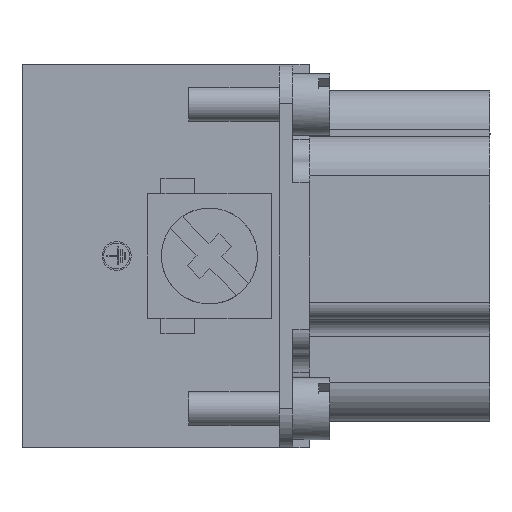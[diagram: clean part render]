
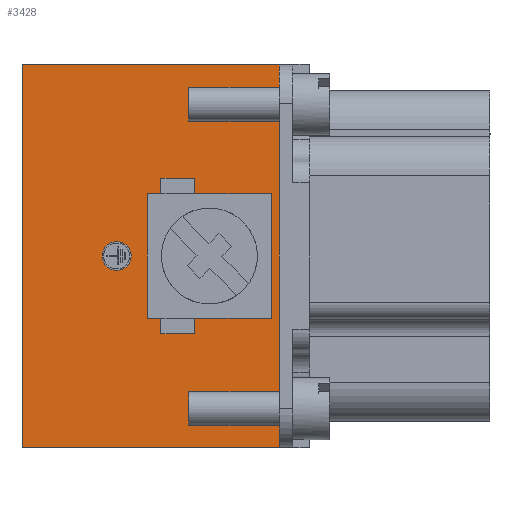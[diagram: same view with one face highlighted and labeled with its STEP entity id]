
A CAD part, left-side view. The second image highlights one B-rep face of the part: STEP entity #3428.
In plain terms, the highlighted planar face has unit normal (-1, 0, 0).
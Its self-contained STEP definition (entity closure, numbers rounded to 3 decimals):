
#2484=CIRCLE('',#11664,1.28);
#2908=FACE_BOUND('',#4794,.T.);
#2909=FACE_BOUND('',#4795,.T.);
#2910=FACE_BOUND('',#4796,.T.);
#3428=ADVANCED_FACE('',(#2908,#2909,#2910),#3801,.T.);
#3801=PLANE('',#12120);
#4794=EDGE_LOOP('',(#6910,#6911,#6912,#6913,#6914,#6915,#6916,#6917,#6918,
#6919,#6920,#6921));
#4795=EDGE_LOOP('',(#6922));
#4796=EDGE_LOOP('',(#6923,#6924,#6925,#6926));
#6910=ORIENTED_EDGE('',*,*,#8440,.T.);
#6911=ORIENTED_EDGE('',*,*,#8417,.T.);
#6912=ORIENTED_EDGE('',*,*,#8420,.T.);
#6913=ORIENTED_EDGE('',*,*,#8422,.T.);
#6914=ORIENTED_EDGE('',*,*,#8424,.T.);
#6915=ORIENTED_EDGE('',*,*,#8426,.T.);
#6916=ORIENTED_EDGE('',*,*,#8428,.T.);
#6917=ORIENTED_EDGE('',*,*,#8430,.T.);
#6918=ORIENTED_EDGE('',*,*,#8432,.T.);
#6919=ORIENTED_EDGE('',*,*,#8434,.T.);
#6920=ORIENTED_EDGE('',*,*,#8436,.T.);
#6921=ORIENTED_EDGE('',*,*,#8438,.T.);
#6922=ORIENTED_EDGE('',*,*,#8492,.T.);
#6923=ORIENTED_EDGE('',*,*,#9115,.F.);
#6924=ORIENTED_EDGE('',*,*,#9118,.F.);
#6925=ORIENTED_EDGE('',*,*,#8981,.T.);
#6926=ORIENTED_EDGE('',*,*,#9119,.F.);
#7471=VERTEX_POINT('',#15851);
#7472=VERTEX_POINT('',#15852);
#7473=VERTEX_POINT('',#15857);
#7474=VERTEX_POINT('',#15861);
#7475=VERTEX_POINT('',#15865);
#7476=VERTEX_POINT('',#15869);
#7477=VERTEX_POINT('',#15873);
#7478=VERTEX_POINT('',#15877);
#7479=VERTEX_POINT('',#15881);
#7480=VERTEX_POINT('',#15885);
#7481=VERTEX_POINT('',#15889);
#7482=VERTEX_POINT('',#15893);
#7518=VERTEX_POINT('',#16007);
#7873=VERTEX_POINT('',#17070);
#7874=VERTEX_POINT('',#17072);
#7967=VERTEX_POINT('',#17349);
#7968=VERTEX_POINT('',#17350);
#8417=EDGE_CURVE('',#7471,#7472,#9531,.T.);
#8420=EDGE_CURVE('',#7472,#7473,#9534,.T.);
#8422=EDGE_CURVE('',#7473,#7474,#9536,.T.);
#8424=EDGE_CURVE('',#7474,#7475,#9538,.T.);
#8426=EDGE_CURVE('',#7475,#7476,#9540,.T.);
#8428=EDGE_CURVE('',#7476,#7477,#9542,.T.);
#8430=EDGE_CURVE('',#7477,#7478,#9544,.T.);
#8432=EDGE_CURVE('',#7478,#7479,#9546,.T.);
#8434=EDGE_CURVE('',#7479,#7480,#9548,.T.);
#8436=EDGE_CURVE('',#7480,#7481,#9550,.T.);
#8438=EDGE_CURVE('',#7481,#7482,#9552,.T.);
#8440=EDGE_CURVE('',#7482,#7471,#9554,.T.);
#8492=EDGE_CURVE('',#7518,#7518,#2484,.T.);
#8981=EDGE_CURVE('',#7874,#7873,#9939,.T.);
#9115=EDGE_CURVE('',#7967,#7968,#10041,.T.);
#9118=EDGE_CURVE('',#7874,#7967,#10044,.T.);
#9119=EDGE_CURVE('',#7968,#7873,#10045,.T.);
#9531=LINE('',#15850,#10449);
#9534=LINE('',#15856,#10452);
#9536=LINE('',#15860,#10454);
#9538=LINE('',#15864,#10456);
#9540=LINE('',#15868,#10458);
#9542=LINE('',#15872,#10460);
#9544=LINE('',#15876,#10462);
#9546=LINE('',#15880,#10464);
#9548=LINE('',#15884,#10466);
#9550=LINE('',#15888,#10468);
#9552=LINE('',#15892,#10470);
#9554=LINE('',#15896,#10472);
#9939=LINE('',#17071,#10857);
#10041=LINE('',#17348,#10959);
#10044=LINE('',#17354,#10962);
#10045=LINE('',#17355,#10963);
#10449=VECTOR('',#12896,1.);
#10452=VECTOR('',#12901,1.);
#10454=VECTOR('',#12905,1.);
#10456=VECTOR('',#12909,1.);
#10458=VECTOR('',#12913,1.);
#10460=VECTOR('',#12917,1.);
#10462=VECTOR('',#12921,1.);
#10464=VECTOR('',#12925,1.);
#10466=VECTOR('',#12929,1.);
#10468=VECTOR('',#12933,1.);
#10470=VECTOR('',#12937,1.);
#10472=VECTOR('',#12941,1.);
#10857=VECTOR('',#14124,1.);
#10959=VECTOR('',#14390,1.);
#10962=VECTOR('',#14395,1.);
#10963=VECTOR('',#14396,1.);
#11664=AXIS2_PLACEMENT_3D('',#16006,#13042,#13043);
#12120=AXIS2_PLACEMENT_3D('',#17356,#14397,#14398);
#12896=DIRECTION('',(0.,0.,1.));
#12901=DIRECTION('',(0.,-1.,0.));
#12905=DIRECTION('',(0.,0.,-1.));
#12909=DIRECTION('',(0.,-1.,0.));
#12913=DIRECTION('',(0.,0.,-1.));
#12917=DIRECTION('',(0.,1.,0.));
#12921=DIRECTION('',(0.,0.,-1.));
#12925=DIRECTION('',(0.,1.,0.));
#12929=DIRECTION('',(0.,0.,1.));
#12933=DIRECTION('',(0.,1.,0.));
#12937=DIRECTION('',(0.,0.,1.));
#12941=DIRECTION('',(0.,-1.,0.));
#13042=DIRECTION('',(1.,0.,0.));
#13043=DIRECTION('',(0.,-1.,0.));
#14124=DIRECTION('',(0.,0.,-1.));
#14390=DIRECTION('',(0.,0.,-1.));
#14395=DIRECTION('',(0.,-1.,0.));
#14396=DIRECTION('',(0.,1.,0.));
#14397=DIRECTION('',(-1.,0.,0.));
#14398=DIRECTION('',(0.,0.,1.));
#15850=CARTESIAN_POINT('',(-31.9,11.285,5.543));
#15851=CARTESIAN_POINT('',(-31.9,11.285,5.543));
#15852=CARTESIAN_POINT('',(-31.9,11.285,6.943));
#15856=CARTESIAN_POINT('',(-31.9,11.285,6.943));
#15857=CARTESIAN_POINT('',(-31.9,8.285,6.943));
#15860=CARTESIAN_POINT('',(-31.9,8.285,6.943));
#15861=CARTESIAN_POINT('',(-31.9,8.285,5.543));
#15864=CARTESIAN_POINT('',(-31.9,8.285,5.543));
#15865=CARTESIAN_POINT('',(-31.9,1.485,5.543));
#15868=CARTESIAN_POINT('',(-31.9,1.485,5.543));
#15869=CARTESIAN_POINT('',(-31.9,1.485,-5.457));
#15872=CARTESIAN_POINT('',(-31.9,1.485,-5.457));
#15873=CARTESIAN_POINT('',(-31.9,8.285,-5.457));
#15876=CARTESIAN_POINT('',(-31.9,8.285,-5.457));
#15877=CARTESIAN_POINT('',(-31.9,8.285,-6.857));
#15880=CARTESIAN_POINT('',(-31.9,8.285,-6.857));
#15881=CARTESIAN_POINT('',(-31.9,11.285,-6.857));
#15884=CARTESIAN_POINT('',(-31.9,11.285,-6.857));
#15885=CARTESIAN_POINT('',(-31.9,11.285,-5.457));
#15888=CARTESIAN_POINT('',(-31.9,11.285,-5.457));
#15889=CARTESIAN_POINT('',(-31.9,12.485,-5.457));
#15892=CARTESIAN_POINT('',(-31.9,12.485,-5.457));
#15893=CARTESIAN_POINT('',(-31.9,12.485,5.543));
#15896=CARTESIAN_POINT('',(-31.9,12.485,5.543));
#16006=CARTESIAN_POINT('',(-31.9,15.2,0.043));
#16007=CARTESIAN_POINT('',(-31.9,13.92,0.043));
#17070=CARTESIAN_POINT('',(-31.9,23.6,-16.957));
#17071=CARTESIAN_POINT('',(-31.9,23.6,17.043));
#17072=CARTESIAN_POINT('',(-31.9,23.6,17.043));
#17348=CARTESIAN_POINT('',(-31.9,0.8,17.043));
#17349=CARTESIAN_POINT('',(-31.9,0.8,17.043));
#17350=CARTESIAN_POINT('',(-31.9,0.8,-16.957));
#17354=CARTESIAN_POINT('',(-31.9,23.6,17.043));
#17355=CARTESIAN_POINT('',(-31.9,0.8,-16.957));
#17356=CARTESIAN_POINT('',(-31.9,0.8,-16.957));
